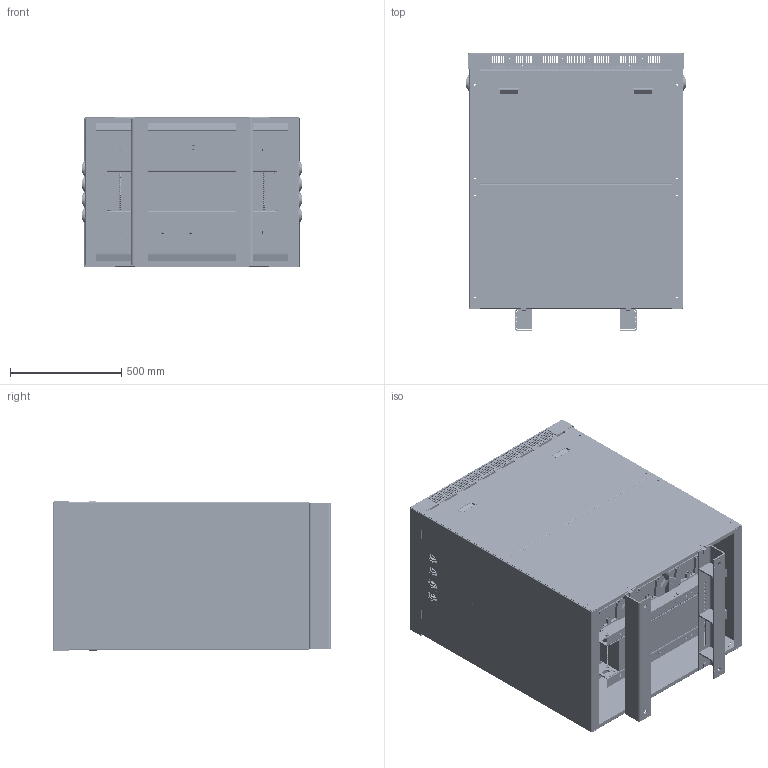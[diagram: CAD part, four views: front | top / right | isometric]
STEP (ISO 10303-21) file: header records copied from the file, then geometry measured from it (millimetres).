
FILE_DESCRIPTION(/* description */ (''),/* implementation_level */ '2;1');
FILE_NAME(/* name */ 'AUTW315.stp',/* time_stamp */ '2022-04-26T07:33:13+02:00',/* author */ ('fbf'),/* organization */ (''),/* preprocessor_version */ 'ST-DEVELOPER v16.13',/* originating_system */ 'Autodesk Inventor 2018',/* authorisation */ '');
FILE_SCHEMA (('AUTOMOTIVE_DESIGN { 1 0 10303 214 3 1 1 }'));
Products named in the file (52): AUTW315; CAJ_RC110_2015; Lateral RC110_Real_04-01-2018; Pasacables; Pie derecho_CAJ.RC110_IP23; Pie izquierdo medido en fábrica 11-05-18_v181; Part21; Part31; P2413D; Pie derecho_CAJ.RC110_IP231; Pie izquierdo medido en fábrica 11-05-18_v1811; Part211; Part311; Tapa inferior extraíble RC110_Real_04-01-2018; Frontal extraíble RC110_Real_04-01-2018; TAPA_RC100_2015; Accesorio_IP42_Rc110_08_04_2021; RC110X170; N-RC110X170; B-RC110X170; BOBINARC110X170; Carrete 110X170; Ensamble partes superior e inferior carrete RC110x170; Esquinero derecho carrete Cierre; Esquinero izquierdo carrete Cierre; Pieza central para aumento empilaje; Pieza central para aumento empilaje_170; Perfil cantonero carrete RC110_545mm; PLARC110CUL.25; Tirante_RC110_v2; Brida superior_RC110_sin doblado; Brida inferior_RC110_sin doblado; Brida superior_RC110_sin orificios; DIN9021 PA M12; DIN 9021 - 8,4; MAC0008H (150mm); ESP215B; Toma tierra regletas Tend; BS 3692 - M8 x 40; AS 1112 - M8 ...
Assembly tree (171 placements, depth 6):
  AUTW315
    CAJ_RC110_2015
      Lateral RC110_Real_04-01-2018  x2
      Tapa inferior extraíble RC110_Real_04-01-2018  x2
      Pasacables  x8
      Pie derecho_CAJ.RC110_IP23
        Pie izquierdo medido en fábrica 11-05-18_v181
        Part21  x3
        Part31  x2
      P2413D  x4
      Pie derecho_CAJ.RC110_IP231
        Pie izquierdo medido en fábrica 11-05-18_v1811
        Part211  x3
        Part311  x2
      Frontal extraíble RC110_Real_04-01-2018  x2
      TAPA_RC100_2015
      Accesorio_IP42_Rc110_08_04_2021  x2
    RC110X170
      N-RC110X170
      B-RC110X170  x3
        BOBINARC110X170
        Carrete 110X170
          Ensamble partes superior e inferior carrete RC110x170  x2
            Esquinero derecho carrete Cierre
            Esquinero izquierdo carrete Cierre
            Pieza central para aumento empilaje
            Pieza central para aumento empilaje_170
          Perfil cantonero carrete RC110_545mm  x4
      PLARC110CUL.25  x4
      Tirante_RC110_v2  x6
      Brida superior_RC110_sin doblado  x4
      Brida inferior_RC110_sin doblado  x2
      Brida superior_RC110_sin orificios  x2
      DIN 6923 - M8  x16
      DIN9021 PA M12  x8
      DIN 9021 - 8,4  x8
      MAC0008H (150mm)  x4
      ESP215B  x6
      Toma tierra regletas Tend
        BS 3692 - M8 x 40
        AS 1112 - M8  x2
        DIN 125 - A 8,4
        DIN 7980 - 8
        DIN 6923 - M8
      GUI0035B(580T)  x2
      MAN0890E  x4
      SOP0PLE  x7
      DIN 6921 - M5 x 10  x7
      DIN 933 - M5  x 12  x8
      DIN 9021 - 5,3  x8
      PLE 30x5  x4
      PLE 60x10  x3
      AS 1427 - M8 x 16  x4
Bounding box: 990 x 1250 x 675 mm (x, y, z)
Volume: 157138422.2 mm3; surface area: 20441514.3 mm2
Topology: 242 solids, 242 shells, 10415 faces, 27627 edges, 18116 vertices
Faces by surface type: plane 6804, bspline 1772, cylinder 1438, cone 293, sphere 56, torus 52
Full cylindrical faces by diameter (mm): 3.5 x103, 4 x30, 4.5 x12, 4.567 x8, 4.6 x4, 5 x38, 5.3 x8, 6 x14, 6.466 x4, 6.647 x27, 6.7 x8, 7 x20, 8 x17, 8.2 x4, 8.4 x9, 8.5 x4, 9 x36, 11.25 x12, 11.5 x22, 11.7 x1, 12 x50, 12.5 x4, 13 x32, 14.5 x8, 15 x16, 16 x16, 18 x4, 19.5 x8, 20 x8, 24 x8
Entity records: 101218 total; most frequent: CARTESIAN_POINT 37328, ORIENTED_EDGE 12734, DIRECTION 11668, EDGE_CURVE 6361, LINE 4892, VECTOR 4892, VERTEX_POINT 4286, EDGE_LOOP 3515
